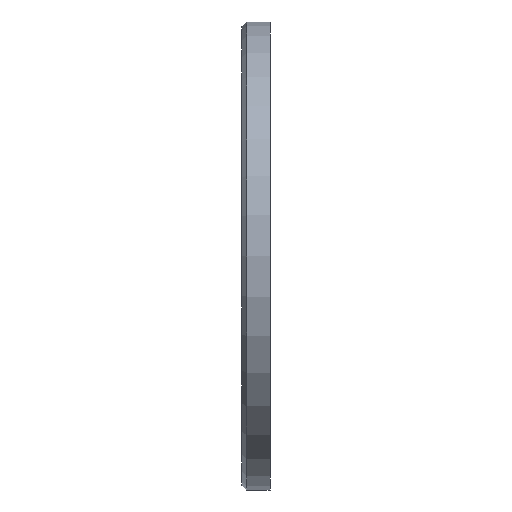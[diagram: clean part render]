
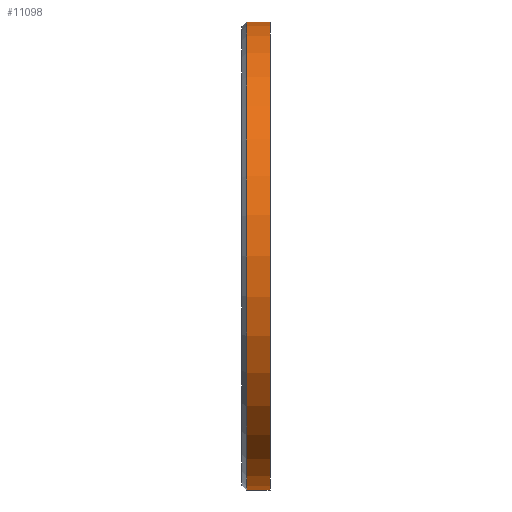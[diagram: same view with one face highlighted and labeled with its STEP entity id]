
A CAD part, left-side view. The second image highlights one B-rep face of the part: STEP entity #11098.
In plain terms, the highlighted cylindrical face has radius 50 mm (diameter 100 mm), a partial arc.
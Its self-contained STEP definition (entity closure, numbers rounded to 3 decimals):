
#29 = EDGE_CURVE ( 'NONE', #1586, #321, #13383, .T. ) ;
#80 = ORIENTED_EDGE ( 'NONE', *, *, #10686, .T. ) ;
#159 = CARTESIAN_POINT ( 'NONE',  ( 0., 5., -50. ) ) ;
#321 = VERTEX_POINT ( 'NONE', #1565 ) ;
#471 = AXIS2_PLACEMENT_3D ( 'NONE', #3403, #12776, #521 ) ;
#491 = ORIENTED_EDGE ( 'NONE', *, *, #29, .T. ) ;
#521 = DIRECTION ( 'NONE',  ( 0., 0., 1. ) ) ;
#549 = EDGE_CURVE ( 'NONE', #8713, #321, #3977, .T. ) ;
#928 = VECTOR ( 'NONE', #8530, 1000. ) ;
#1338 = CARTESIAN_POINT ( 'NONE',  ( 0., 6., 50. ) ) ;
#1471 = CIRCLE ( 'NONE', #471, 50. ) ;
#1565 = CARTESIAN_POINT ( 'NONE',  ( 0., 0., 50. ) ) ;
#1586 = VERTEX_POINT ( 'NONE', #8971 ) ;
#1683 = EDGE_CURVE ( 'NONE', #2954, #1586, #2525, .T. ) ;
#1787 = FACE_OUTER_BOUND ( 'NONE', #5450, .T. ) ;
#2525 = LINE ( 'NONE', #5237, #5111 ) ;
#2783 = ORIENTED_EDGE ( 'NONE', *, *, #1683, .T. ) ;
#2954 = VERTEX_POINT ( 'NONE', #159 ) ;
#3403 = CARTESIAN_POINT ( 'NONE',  ( 0., 5., 0. ) ) ;
#3977 = LINE ( 'NONE', #1338, #928 ) ;
#4023 = DIRECTION ( 'NONE',  ( 0., 1., 0. ) ) ;
#4399 = DIRECTION ( 'NONE',  ( 0., 0., -1. ) ) ;
#4694 = CYLINDRICAL_SURFACE ( 'NONE', #8232, 50. ) ;
#5072 = DIRECTION ( 'NONE',  ( 0., 0., 1. ) ) ;
#5111 = VECTOR ( 'NONE', #6280, 1000. ) ;
#5237 = CARTESIAN_POINT ( 'NONE',  ( 0., 6., -50. ) ) ;
#5450 = EDGE_LOOP ( 'NONE', ( #6756, #80, #2783, #491 ) ) ;
#5543 = CARTESIAN_POINT ( 'NONE',  ( 0., 6., 0. ) ) ;
#6280 = DIRECTION ( 'NONE',  ( 0., -1., 0. ) ) ;
#6630 = DIRECTION ( 'NONE',  ( 0., -1., 0. ) ) ;
#6756 = ORIENTED_EDGE ( 'NONE', *, *, #549, .F. ) ;
#8232 = AXIS2_PLACEMENT_3D ( 'NONE', #5543, #6630, #4399 ) ;
#8530 = DIRECTION ( 'NONE',  ( 0., -1., 0. ) ) ;
#8713 = VERTEX_POINT ( 'NONE', #13005 ) ;
#8971 = CARTESIAN_POINT ( 'NONE',  ( 0., 0., -50. ) ) ;
#10686 = EDGE_CURVE ( 'NONE', #8713, #2954, #1471, .T. ) ;
#11098 = ADVANCED_FACE ( 'NONE', ( #1787 ), #4694, .T. ) ;
#12180 = CARTESIAN_POINT ( 'NONE',  ( 0., 0., 0. ) ) ;
#12776 = DIRECTION ( 'NONE',  ( 0., -1., 0. ) ) ;
#13005 = CARTESIAN_POINT ( 'NONE',  ( 0., 5., 50. ) ) ;
#13275 = AXIS2_PLACEMENT_3D ( 'NONE', #12180, #4023, #5072 ) ;
#13383 = CIRCLE ( 'NONE', #13275, 50. ) ;
